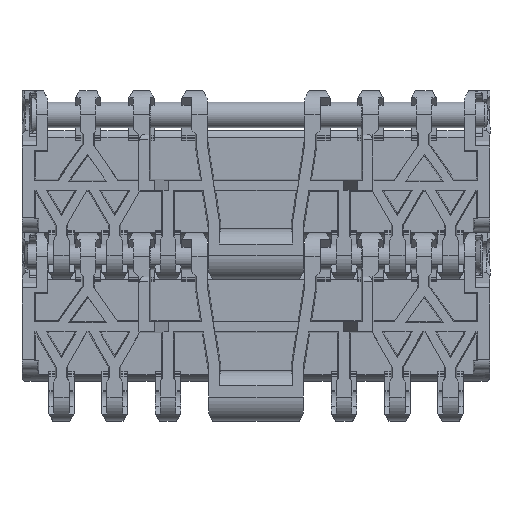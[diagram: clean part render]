
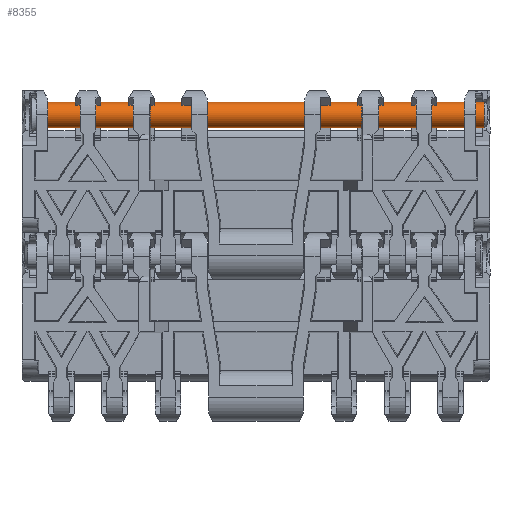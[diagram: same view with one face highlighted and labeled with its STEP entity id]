
A CAD part, front view. The second image highlights one B-rep face of the part: STEP entity #8355.
In plain terms, the highlighted cylindrical face has radius 2.275 mm (diameter 4.55 mm), a partial arc.
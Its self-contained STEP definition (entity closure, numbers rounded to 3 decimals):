
#570 = CARTESIAN_POINT ( 'NONE',  ( 81.5, 0., 0. ) ) ;
#711 = DIRECTION ( 'NONE',  ( 1., 0., 0. ) ) ;
#765 = DIRECTION ( 'NONE',  ( 0., 0., -1. ) ) ;
#790 = FACE_OUTER_BOUND ( 'NONE', #15174, .T. ) ;
#1611 = AXIS2_PLACEMENT_3D ( 'NONE', #570, #7880, #765 ) ;
#1727 = CIRCLE ( 'NONE', #4138, 2.275 ) ;
#2145 = VERTEX_POINT ( 'NONE', #7529 ) ;
#2268 = DIRECTION ( 'NONE',  ( 0., 0., -1. ) ) ;
#2519 = DIRECTION ( 'NONE',  ( 1., 0., 0. ) ) ;
#3604 = ORIENTED_EDGE ( 'NONE', *, *, #5078, .T. ) ;
#4138 = AXIS2_PLACEMENT_3D ( 'NONE', #17745, #17948, #2268 ) ;
#4783 = VERTEX_POINT ( 'NONE', #6592 ) ;
#5053 = VECTOR ( 'NONE', #2519, 1000. ) ;
#5078 = EDGE_CURVE ( 'NONE', #4783, #2145, #13105, .T. ) ;
#6554 = CARTESIAN_POINT ( 'NONE',  ( 0., 0., 0. ) ) ;
#6592 = CARTESIAN_POINT ( 'NONE',  ( 81.5, 0., -2.275 ) ) ;
#6665 = DIRECTION ( 'NONE',  ( 1., 0., 0. ) ) ;
#6958 = LINE ( 'NONE', #12726, #14473 ) ;
#6976 = LINE ( 'NONE', #12750, #5053 ) ;
#7529 = CARTESIAN_POINT ( 'NONE',  ( 81.5, 0., 2.275 ) ) ;
#7880 = DIRECTION ( 'NONE',  ( -1., 0., 0. ) ) ;
#7919 = CYLINDRICAL_SURFACE ( 'NONE', #14503, 2.275 ) ;
#8355 = ADVANCED_FACE ( 'NONE', ( #790 ), #7919, .T. ) ;
#8434 = CARTESIAN_POINT ( 'NONE',  ( 1.26, 0., 2.275 ) ) ;
#9143 = DIRECTION ( 'NONE',  ( 0., 0., -1. ) ) ;
#11087 = ORIENTED_EDGE ( 'NONE', *, *, #17258, .F. ) ;
#12458 = ORIENTED_EDGE ( 'NONE', *, *, #13941, .T. ) ;
#12726 = CARTESIAN_POINT ( 'NONE',  ( 0., 0., 2.275 ) ) ;
#12750 = CARTESIAN_POINT ( 'NONE',  ( 0., 0., -2.275 ) ) ;
#13105 = CIRCLE ( 'NONE', #1611, 2.275 ) ;
#13412 = EDGE_CURVE ( 'NONE', #16374, #17462, #1727, .T. ) ;
#13661 = CARTESIAN_POINT ( 'NONE',  ( 1.26, 0., -2.275 ) ) ;
#13921 = ORIENTED_EDGE ( 'NONE', *, *, #13412, .T. ) ;
#13941 = EDGE_CURVE ( 'NONE', #17462, #4783, #6976, .T. ) ;
#14473 = VECTOR ( 'NONE', #6665, 1000. ) ;
#14503 = AXIS2_PLACEMENT_3D ( 'NONE', #6554, #711, #9143 ) ;
#15174 = EDGE_LOOP ( 'NONE', ( #11087, #13921, #12458, #3604 ) ) ;
#16374 = VERTEX_POINT ( 'NONE', #8434 ) ;
#17258 = EDGE_CURVE ( 'NONE', #16374, #2145, #6958, .T. ) ;
#17462 = VERTEX_POINT ( 'NONE', #13661 ) ;
#17745 = CARTESIAN_POINT ( 'NONE',  ( 1.26, 0., 0. ) ) ;
#17948 = DIRECTION ( 'NONE',  ( 1., 0., 0. ) ) ;
